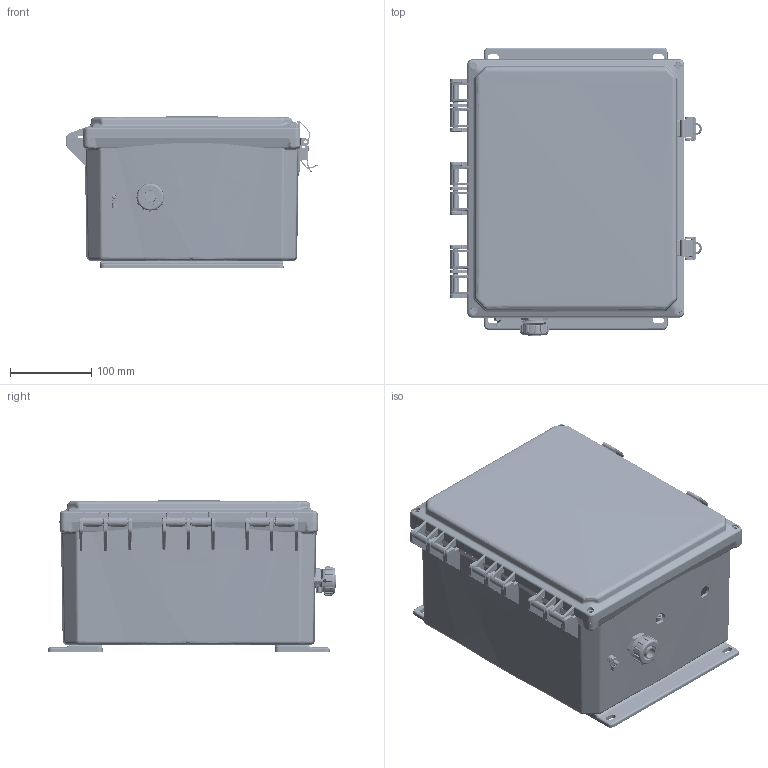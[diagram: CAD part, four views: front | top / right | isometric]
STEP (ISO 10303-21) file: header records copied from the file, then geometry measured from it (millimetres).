
FILE_DESCRIPTION (( 'STEP AP214' ), '1' );
FILE_NAME ('TEBWPC121006-000DR_3D.STEP', '2021-10-01T19:18:28', ( '' ), ( '' ), 'SwSTEP 2.0', 'SolidWorks 2021', '' );
FILE_SCHEMA (( 'AUTOMOTIVE_DESIGN' ));
Length unit declared in the file: inch
Products named in the file (14): NBPC121006_box; 10-32 NEMA PLATE SCREW; XC-0003_.06 panel; XCT-0010; NBPC121006_latch; XFS-0026; GroundWire_NBPC121006-01; 1BE04-041; XCT-0005; XFN-0003; NBPC121006_10in. mtg flange; TEBWPC121006-000DR_3D; NBPC121006_lid; XFW-0002
Assembly tree (25 placements, depth 2):
  TEBWPC121006-000DR_3D
    NBPC121006_box
    NBPC121006_latch  x2
    NBPC121006_lid
    NBPC121006_10in. mtg flange  x2
    XFW-0002  x5
    10-32 NEMA PLATE SCREW  x4
    XFS-0026
    XCT-0010  x2
    XFN-0003  x2
    XCT-0005
    XC-0003_.06 panel
    GroundWire_NBPC121006-01
    1BE04-041  x2
Bounding box: 309.86 x 355.99 x 186.69 mm (x, y, z)
Volume: 1705163.7 mm3; surface area: 934508.3 mm2
Topology: 29 solids, 31 shells, 4834 faces, 12014 edges, 7085 vertices
Faces by surface type: cylinder 1693, plane 1346, bspline 1236, cone 484, torus 75
Full cylindrical faces by diameter (mm): 1.025 x1, 1.255 x1, 3.302 x12, 3.607 x1, 4.064 x8, 4.496 x4, 5.004 x1, 5.182 x1, 5.639 x1, 6.147 x6, 6.35 x4, 9.22 x1, 9.296 x4, 9.525 x5, 10.414 x2, 13.538 x2, 14.315 x1, 16.281 x1, 18.491 x1, 19.406 x2, 20.345 x2, 21.215 x1, 22.606 x1, 25.4 x1, 29.693 x1, 33.274 x1
Entity records: 168418 total; most frequent: CARTESIAN_POINT 93510, ORIENTED_EDGE 16528, DIRECTION 11335, EDGE_CURVE 8264, VERTEX_POINT 5124, AXIS2_PLACEMENT_3D 4119, EDGE_LOOP 4036, FACE_OUTER_BOUND 3638
